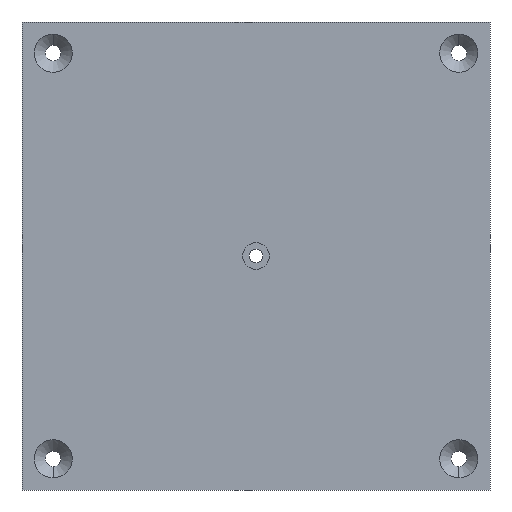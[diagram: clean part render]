
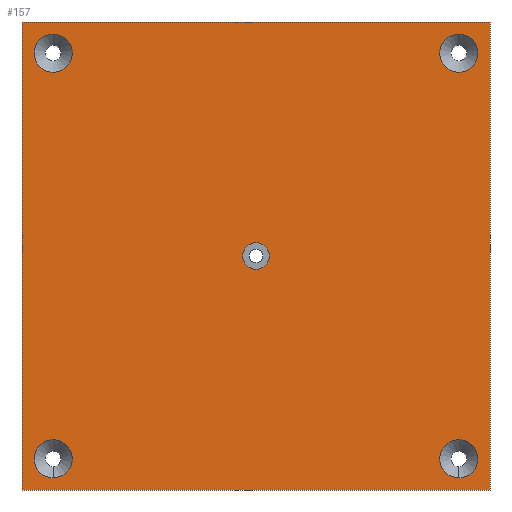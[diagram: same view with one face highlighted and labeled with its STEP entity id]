
A CAD part, front view. The second image highlights one B-rep face of the part: STEP entity #157.
In plain terms, the highlighted planar face has unit normal (0, -1, 0).
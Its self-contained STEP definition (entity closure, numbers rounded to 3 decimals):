
#1 = VERTEX_POINT ( 'NONE', #79 ) ;
#5 = ORIENTED_EDGE ( 'NONE', *, *, #31, .F. ) ;
#6 = VERTEX_POINT ( 'NONE', #95 ) ;
#9 = VERTEX_POINT ( 'NONE', #112 ) ;
#17 = ORIENTED_EDGE ( 'NONE', *, *, #526, .T. ) ;
#20 = EDGE_CURVE ( 'NONE', #68, #36, #228, .T. ) ;
#31 = EDGE_CURVE ( 'NONE', #48, #68, #371, .T. ) ;
#32 = ORIENTED_EDGE ( 'NONE', *, *, #73, .F. ) ;
#36 = VERTEX_POINT ( 'NONE', #408 ) ;
#45 = ORIENTED_EDGE ( 'NONE', *, *, #86, .T. ) ;
#46 = EDGE_CURVE ( 'NONE', #55, #6, #502, .T. ) ;
#48 = VERTEX_POINT ( 'NONE', #525 ) ;
#53 = ORIENTED_EDGE ( 'NONE', *, *, #180, .F. ) ;
#55 = VERTEX_POINT ( 'NONE', #549 ) ;
#63 = VERTEX_POINT ( 'NONE', #576 ) ;
#68 = VERTEX_POINT ( 'NONE', #590 ) ;
#73 = EDGE_CURVE ( 'NONE', #732, #48, #597, .T. ) ;
#76 = ORIENTED_EDGE ( 'NONE', *, *, #708, .F. ) ;
#79 = CARTESIAN_POINT ( 'NONE',  ( -65., -5., -58.9 ) ) ;
#86 = EDGE_CURVE ( 'NONE', #63, #505, #606, .T. ) ;
#95 = CARTESIAN_POINT ( 'NONE',  ( 65., -5., -58.9 ) ) ;
#107 = CARTESIAN_POINT ( 'NONE',  ( 65., -5., 71.1 ) ) ;
#112 = CARTESIAN_POINT ( 'NONE',  ( -65., -5., -71.1 ) ) ;
#117 = CIRCLE ( 'NONE', #118, 6.1 ) ;
#118 = AXIS2_PLACEMENT_3D ( 'NONE', #119, #120, #121 ) ;
#119 = CARTESIAN_POINT ( 'NONE',  ( -65., -5., -65. ) ) ;
#120 = DIRECTION ( 'NONE',  ( 0., 1., 0. ) ) ;
#121 = DIRECTION ( 'NONE',  ( 0., 0., 1. ) ) ;
#157 = ADVANCED_FACE ( 'NONE', ( #641, #642, #643, #644, #645, #646 ), #647, .F. ) ;
#179 = ORIENTED_EDGE ( 'NONE', *, *, #746, .T. ) ;
#180 = EDGE_CURVE ( 'NONE', #825, #759, #386, .T. ) ;
#188 = CARTESIAN_POINT ( 'NONE',  ( -65., -5., 58.9 ) ) ;
#200 = CIRCLE ( 'NONE', #201, 6.1 ) ;
#201 = AXIS2_PLACEMENT_3D ( 'NONE', #202, #203, #204 ) ;
#202 = CARTESIAN_POINT ( 'NONE',  ( -65., -5., 65. ) ) ;
#203 = DIRECTION ( 'NONE',  ( 0., 1., 0. ) ) ;
#204 = DIRECTION ( 'NONE',  ( 0., 0., 1. ) ) ;
#228 = LINE ( 'NONE', #229, #230 ) ;
#229 = CARTESIAN_POINT ( 'NONE',  ( -75., -5., 75. ) ) ;
#230 = VECTOR ( 'NONE', #231, 1000. ) ;
#231 = DIRECTION ( 'NONE',  ( 1., 0., 0. ) ) ;
#304 = EDGE_LOOP ( 'NONE', ( #702, #758 ) ) ;
#315 = CIRCLE ( 'NONE', #316, 4.25 ) ;
#316 = AXIS2_PLACEMENT_3D ( 'NONE', #317, #318, #319 ) ;
#317 = CARTESIAN_POINT ( 'NONE',  ( 0., -5., 0. ) ) ;
#318 = DIRECTION ( 'NONE',  ( 0., -1., 0. ) ) ;
#319 = DIRECTION ( 'NONE',  ( 0., 0., -1. ) ) ;
#325 = CIRCLE ( 'NONE', #326, 6.1 ) ;
#326 = AXIS2_PLACEMENT_3D ( 'NONE', #327, #328, #329 ) ;
#327 = CARTESIAN_POINT ( 'NONE',  ( 65., -5., -65. ) ) ;
#328 = DIRECTION ( 'NONE',  ( 0., 1., 0. ) ) ;
#329 = DIRECTION ( 'NONE',  ( 0., 0., 1. ) ) ;
#339 = VERTEX_POINT ( 'NONE', #107 ) ;
#371 = LINE ( 'NONE', #372, #373 ) ;
#372 = CARTESIAN_POINT ( 'NONE',  ( -75., -5., -75. ) ) ;
#373 = VECTOR ( 'NONE', #376, 1000. ) ;
#376 = DIRECTION ( 'NONE',  ( 0., 0., 1. ) ) ;
#386 = CIRCLE ( 'NONE', #387, 4.25 ) ;
#387 = AXIS2_PLACEMENT_3D ( 'NONE', #388, #389, #390 ) ;
#388 = CARTESIAN_POINT ( 'NONE',  ( 0., -5., 0. ) ) ;
#389 = DIRECTION ( 'NONE',  ( 0., -1., 0. ) ) ;
#390 = DIRECTION ( 'NONE',  ( 0., 0., -1. ) ) ;
#408 = CARTESIAN_POINT ( 'NONE',  ( 75., -5., 75. ) ) ;
#414 = LINE ( 'NONE', #415, #416 ) ;
#415 = CARTESIAN_POINT ( 'NONE',  ( 75., -5., -75. ) ) ;
#416 = VECTOR ( 'NONE', #417, 1000. ) ;
#417 = DIRECTION ( 'NONE',  ( 0., 0., -1. ) ) ;
#441 = CARTESIAN_POINT ( 'NONE',  ( 0., -5., -4.25 ) ) ;
#467 = EDGE_LOOP ( 'NONE', ( #740, #792 ) ) ;
#502 = CIRCLE ( 'NONE', #503, 6.1 ) ;
#503 = AXIS2_PLACEMENT_3D ( 'NONE', #504, #510, #511 ) ;
#504 = CARTESIAN_POINT ( 'NONE',  ( 65., -5., -65. ) ) ;
#505 = VERTEX_POINT ( 'NONE', #188 ) ;
#510 = DIRECTION ( 'NONE',  ( 0., 1., 0. ) ) ;
#511 = DIRECTION ( 'NONE',  ( 0., 0., 1. ) ) ;
#514 = CIRCLE ( 'NONE', #515, 6.1 ) ;
#515 = AXIS2_PLACEMENT_3D ( 'NONE', #516, #517, #518 ) ;
#516 = CARTESIAN_POINT ( 'NONE',  ( 65., -5., 65. ) ) ;
#517 = DIRECTION ( 'NONE',  ( 0., 1., 0. ) ) ;
#518 = DIRECTION ( 'NONE',  ( 0., 0., 1. ) ) ;
#525 = CARTESIAN_POINT ( 'NONE',  ( -75., -5., -75. ) ) ;
#526 = EDGE_CURVE ( 'NONE', #505, #63, #200, .T. ) ;
#528 = ORIENTED_EDGE ( 'NONE', *, *, #20, .F. ) ;
#532 = CARTESIAN_POINT ( 'NONE',  ( 75., -5., -75. ) ) ;
#549 = CARTESIAN_POINT ( 'NONE',  ( 65., -5., -71.1 ) ) ;
#567 = CIRCLE ( 'NONE', #568, 6.1 ) ;
#568 = AXIS2_PLACEMENT_3D ( 'NONE', #569, #570, #571 ) ;
#569 = CARTESIAN_POINT ( 'NONE',  ( 65., -5., 65. ) ) ;
#570 = DIRECTION ( 'NONE',  ( 0., 1., 0. ) ) ;
#571 = DIRECTION ( 'NONE',  ( 0., 0., 1. ) ) ;
#576 = CARTESIAN_POINT ( 'NONE',  ( -65., -5., 71.1 ) ) ;
#590 = CARTESIAN_POINT ( 'NONE',  ( -75., -5., 75. ) ) ;
#597 = LINE ( 'NONE', #598, #603 ) ;
#598 = CARTESIAN_POINT ( 'NONE',  ( -75., -5., -75. ) ) ;
#603 = VECTOR ( 'NONE', #604, 1000. ) ;
#604 = DIRECTION ( 'NONE',  ( -1., 0., 0. ) ) ;
#605 = CARTESIAN_POINT ( 'NONE',  ( 0., -5., 4.25 ) ) ;
#606 = CIRCLE ( 'NONE', #607, 6.1 ) ;
#607 = AXIS2_PLACEMENT_3D ( 'NONE', #608, #609, #610 ) ;
#608 = CARTESIAN_POINT ( 'NONE',  ( -65., -5., 65. ) ) ;
#609 = DIRECTION ( 'NONE',  ( 0., 1., 0. ) ) ;
#610 = DIRECTION ( 'NONE',  ( 0., 0., 1. ) ) ;
#611 = CARTESIAN_POINT ( 'NONE',  ( 65., -5., 58.9 ) ) ;
#631 = CIRCLE ( 'NONE', #632, 6.1 ) ;
#632 = AXIS2_PLACEMENT_3D ( 'NONE', #633, #634, #635 ) ;
#633 = CARTESIAN_POINT ( 'NONE',  ( -65., -5., -65. ) ) ;
#634 = DIRECTION ( 'NONE',  ( 0., 1., 0. ) ) ;
#635 = DIRECTION ( 'NONE',  ( 0., 0., 1. ) ) ;
#641 = FACE_BOUND ( 'NONE', #467, .T. ) ;
#642 = FACE_BOUND ( 'NONE', #835, .T. ) ;
#643 = FACE_BOUND ( 'NONE', #755, .T. ) ;
#644 = FACE_BOUND ( 'NONE', #304, .T. ) ;
#645 = FACE_BOUND ( 'NONE', #811, .T. ) ;
#646 = FACE_OUTER_BOUND ( 'NONE', #716, .T. ) ;
#647 = PLANE ( 'NONE',  #648 ) ;
#648 = AXIS2_PLACEMENT_3D ( 'NONE', #649, #650, #651 ) ;
#649 = CARTESIAN_POINT ( 'NONE',  ( -75., -5., -75. ) ) ;
#650 = DIRECTION ( 'NONE',  ( 0., 1., 0. ) ) ;
#651 = DIRECTION ( 'NONE',  ( 0., 0., 1. ) ) ;
#656 = ORIENTED_EDGE ( 'NONE', *, *, #724, .T. ) ;
#657 = ORIENTED_EDGE ( 'NONE', *, *, #814, .F. ) ;
#702 = ORIENTED_EDGE ( 'NONE', *, *, #772, .T. ) ;
#708 = EDGE_CURVE ( 'NONE', #36, #732, #414, .T. ) ;
#716 = EDGE_LOOP ( 'NONE', ( #5, #32, #76, #528 ) ) ;
#724 = EDGE_CURVE ( 'NONE', #339, #762, #514, .T. ) ;
#732 = VERTEX_POINT ( 'NONE', #532 ) ;
#740 = ORIENTED_EDGE ( 'NONE', *, *, #46, .T. ) ;
#746 = EDGE_CURVE ( 'NONE', #762, #339, #567, .T. ) ;
#755 = EDGE_LOOP ( 'NONE', ( #17, #45 ) ) ;
#758 = ORIENTED_EDGE ( 'NONE', *, *, #793, .T. ) ;
#759 = VERTEX_POINT ( 'NONE', #605 ) ;
#762 = VERTEX_POINT ( 'NONE', #611 ) ;
#772 = EDGE_CURVE ( 'NONE', #9, #1, #631, .T. ) ;
#792 = ORIENTED_EDGE ( 'NONE', *, *, #816, .T. ) ;
#793 = EDGE_CURVE ( 'NONE', #1, #9, #117, .T. ) ;
#811 = EDGE_LOOP ( 'NONE', ( #53, #657 ) ) ;
#814 = EDGE_CURVE ( 'NONE', #759, #825, #315, .T. ) ;
#816 = EDGE_CURVE ( 'NONE', #6, #55, #325, .T. ) ;
#825 = VERTEX_POINT ( 'NONE', #441 ) ;
#835 = EDGE_LOOP ( 'NONE', ( #179, #656 ) ) ;
